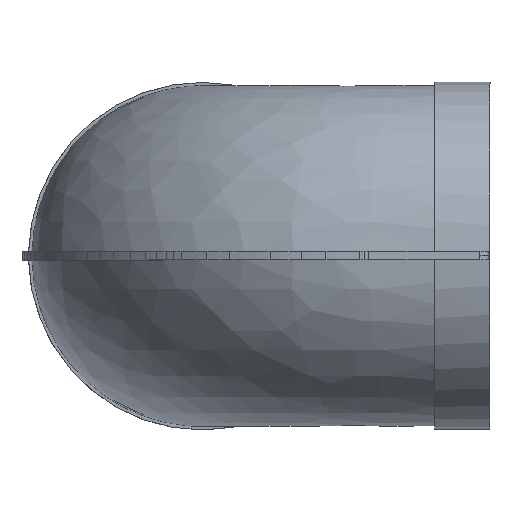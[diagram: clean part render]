
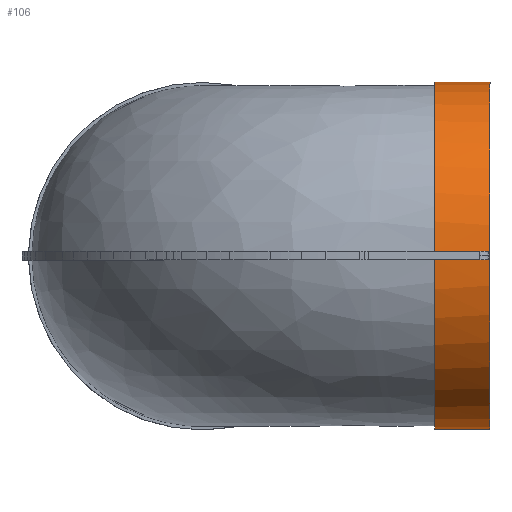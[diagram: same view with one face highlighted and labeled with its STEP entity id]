
A CAD part, top view. The second image highlights one B-rep face of the part: STEP entity #106.
In plain terms, the highlighted cylindrical face has radius 78.5 mm (diameter 157 mm), a partial arc.
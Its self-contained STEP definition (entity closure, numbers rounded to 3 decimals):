
#106=ADVANCED_FACE('',(#214),#215,.T.);
#214=FACE_OUTER_BOUND('',#357,.T.);
#215=CYLINDRICAL_SURFACE('',#358,78.5);
#357=EDGE_LOOP('',(#6005,#6006,#6007,#6008,#6009,#6010,#6011,#6012,#6013,#6014));
#358=AXIS2_PLACEMENT_3D('',#6015,#6016,#6017);
#6005=ORIENTED_EDGE('',*,*,#6548,.F.);
#6006=ORIENTED_EDGE('',*,*,#6549,.T.);
#6007=ORIENTED_EDGE('',*,*,#6550,.T.);
#6008=ORIENTED_EDGE('',*,*,#6551,.F.);
#6009=ORIENTED_EDGE('',*,*,#6552,.F.);
#6010=ORIENTED_EDGE('',*,*,#6553,.F.);
#6011=ORIENTED_EDGE('',*,*,#6554,.F.);
#6012=ORIENTED_EDGE('',*,*,#6555,.T.);
#6013=ORIENTED_EDGE('',*,*,#6556,.T.);
#6014=ORIENTED_EDGE('',*,*,#6557,.T.);
#6015=CARTESIAN_POINT('',(53.5,0.0,76.5));
#6016=DIRECTION('',(1.0,0.0,-0.0));
#6017=DIRECTION('',(0.0,-1.0,0.0));
#6548=EDGE_CURVE('',#6765,#6766,#6767,.T.);
#6549=EDGE_CURVE('',#6765,#6768,#6769,.T.);
#6550=EDGE_CURVE('',#6768,#6770,#6771,.T.);
#6551=EDGE_CURVE('',#6772,#6770,#6773,.T.);
#6552=EDGE_CURVE('',#6774,#6772,#6775,.T.);
#6553=EDGE_CURVE('',#6776,#6774,#6777,.T.);
#6554=EDGE_CURVE('',#6778,#6776,#6779,.T.);
#6555=EDGE_CURVE('',#6778,#6780,#6781,.T.);
#6556=EDGE_CURVE('',#6780,#6782,#6783,.T.);
#6557=EDGE_CURVE('',#6782,#6766,#6784,.T.);
#6765=VERTEX_POINT('',#7068);
#6766=VERTEX_POINT('',#7069);
#6767=LINE('',#7070,#7071);
#6768=VERTEX_POINT('',#7072);
#6769=CIRCLE('',#7073,78.5);
#6770=VERTEX_POINT('',#7074);
#6771=CIRCLE('',#7075,78.5);
#6772=VERTEX_POINT('',#7076);
#6773=LINE('',#7077,#7078);
#6774=VERTEX_POINT('',#7079);
#6775=CIRCLE('',#7080,78.5);
#6776=VERTEX_POINT('',#7081);
#6777=LINE('',#7082,#7083);
#6778=VERTEX_POINT('',#7084);
#6779=CIRCLE('',#7085,78.5);
#6780=VERTEX_POINT('',#7086);
#6781=CIRCLE('',#7087,78.5);
#6782=VERTEX_POINT('',#7088);
#6783=LINE('',#7089,#7090);
#6784=CIRCLE('',#7091,78.5);
#7068=CARTESIAN_POINT('',(53.5,-78.5,76.5));
#7069=CARTESIAN_POINT('',(28.5,-78.5,76.5));
#7070=CARTESIAN_POINT('',(53.5,-78.5,76.5));
#7071=VECTOR('',#7826,1.0);
#7072=CARTESIAN_POINT('',(53.5,0.0,155.0));
#7073=AXIS2_PLACEMENT_3D('',#7827,#7828,#7829);
#7074=CARTESIAN_POINT('',(53.5,78.5,76.5));
#7075=AXIS2_PLACEMENT_3D('',#7830,#7831,#7832);
#7076=CARTESIAN_POINT('',(28.5,78.5,76.5));
#7077=CARTESIAN_POINT('',(53.5,78.5,76.5));
#7078=VECTOR('',#7833,1.0);
#7079=CARTESIAN_POINT('',(28.5,2.0,154.975));
#7080=AXIS2_PLACEMENT_3D('',#7834,#7835,#7836);
#7081=CARTESIAN_POINT('',(53.0,2.0,154.975));
#7082=CARTESIAN_POINT('',(40.75,2.0,154.975));
#7083=VECTOR('',#7837,1.0);
#7084=CARTESIAN_POINT('',(53.0,0.0,155.0));
#7085=AXIS2_PLACEMENT_3D('',#7838,#7839,#7840);
#7086=CARTESIAN_POINT('',(53.0,-2.,154.975));
#7087=AXIS2_PLACEMENT_3D('',#7841,#7842,#7843);
#7088=CARTESIAN_POINT('',(28.5,-2.,154.975));
#7089=CARTESIAN_POINT('',(40.75,-2.,154.975));
#7090=VECTOR('',#7844,1.0);
#7091=AXIS2_PLACEMENT_3D('',#7845,#7846,#7847);
#7826=DIRECTION('',(-1.0,-0.0,0.0));
#7827=CARTESIAN_POINT('',(53.5,0.,76.5));
#7828=DIRECTION('',(-1.0,0.,0.));
#7829=DIRECTION('',(0.,-1.0,0.));
#7830=CARTESIAN_POINT('',(53.5,0.,76.5));
#7831=DIRECTION('',(-1.0,0.,0.));
#7832=DIRECTION('',(0.,-1.0,0.));
#7833=DIRECTION('',(1.0,-0.0,0.0));
#7834=CARTESIAN_POINT('',(28.5,0.0,76.5));
#7835=DIRECTION('',(-1.0,-0.0,0.0));
#7836=DIRECTION('',(0.0,-1.0,0.0));
#7837=DIRECTION('',(-1.0,0.0,0.0));
#7838=CARTESIAN_POINT('',(53.0,0.0,76.5));
#7839=DIRECTION('',(-1.0,-0.0,0.0));
#7840=DIRECTION('',(0.0,-1.0,0.0));
#7841=CARTESIAN_POINT('',(53.0,0.,76.5));
#7842=DIRECTION('',(1.0,0.,0.0));
#7843=DIRECTION('',(0.,1.0,0.0));
#7844=DIRECTION('',(-1.0,0.,0.0));
#7845=CARTESIAN_POINT('',(28.5,0.,76.5));
#7846=DIRECTION('',(1.0,0.,0.0));
#7847=DIRECTION('',(0.,1.0,0.0));
